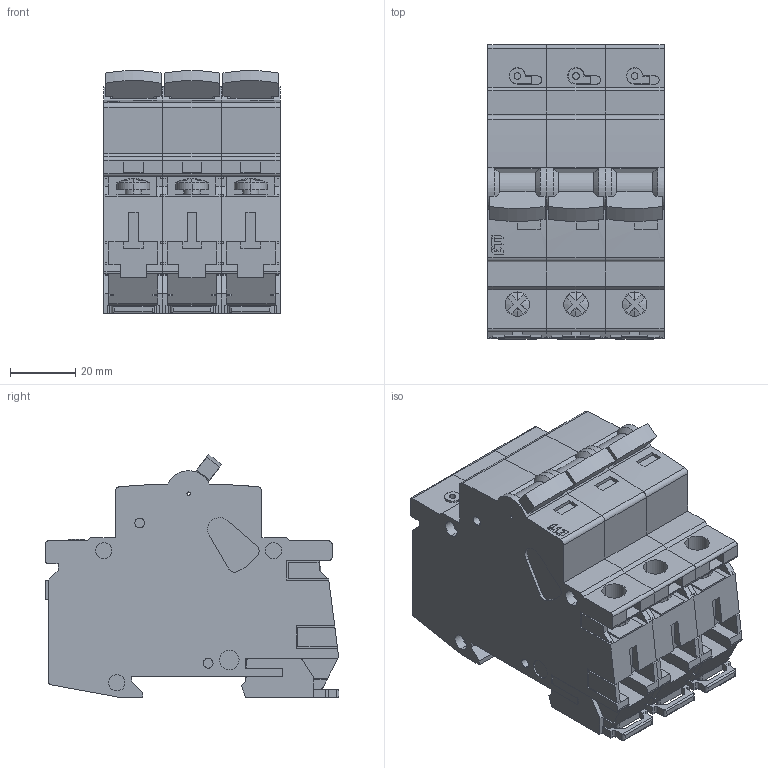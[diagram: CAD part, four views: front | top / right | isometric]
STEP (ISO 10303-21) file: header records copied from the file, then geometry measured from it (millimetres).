
FILE_DESCRIPTION((''),'2;1');
FILE_NAME('ASTI_MCB_ETIMAT_P10_QC_3P__ASM','2017-09-14T',('nejc.strous'),('Audax d.o.o.'),'CREO PARAMETRIC BY PTC INC, 2015380','CREO PARAMETRIC BY PTC INC, 2015380','');
FILE_SCHEMA(('AUTOMOTIVE_DESIGN { 1 0 10303 214 1 1 1 1 }'));
Length unit declared in the file: millimetre
Products named in the file (13): GHOST; ETIMAT_11-QC; DZWIGNIA_ETIMAT11_1_2_3_4_5_6; ZAPINKA_ETIMAT10_1_2_3_4_5_6; ETIMAT_11-QC_1P-OA0_ASM; DZWIGNIA_ETIMAT11; ZAPINKA_ETIMAT10; ETIMAT_11-QC_1P-OA1_ASM; ETIMAT_11-QC_AF0; ETIMAT_11-QC_1P-OA2_AF0_ASM; ASSEM1_1_2_3_4_5_6_AF0_ASM; ASTI_MCB_ETIMAT_P10-QC_3P_AF0_ASM; ASTI_MCB_ETIMAT_P10_QC_3P__ASM
Assembly tree (15 placements, depth 5):
  ASTI_MCB_ETIMAT_P10_QC_3P__ASM
    GHOST
    ASTI_MCB_ETIMAT_P10-QC_3P_AF0_ASM
      ASSEM1_1_2_3_4_5_6_AF0_ASM
        ETIMAT_11-QC_1P-OA0_ASM
          ETIMAT_11-QC
          DZWIGNIA_ETIMAT11_1_2_3_4_5_6
          ZAPINKA_ETIMAT10_1_2_3_4_5_6
        ETIMAT_11-QC_1P-OA1_ASM
          ETIMAT_11-QC
          DZWIGNIA_ETIMAT11
          ZAPINKA_ETIMAT10
        ETIMAT_11-QC_1P-OA2_AF0_ASM
          ETIMAT_11-QC_AF0
          DZWIGNIA_ETIMAT11
          ZAPINKA_ETIMAT10
Bounding box: 54 x 90.09 x 74.47 mm (x, y, z)
Volume: 242070.5 mm3; surface area: 64810.7 mm2
Topology: 9 solids, 9 shells, 1086 faces, 3072 edges, 2064 vertices
Faces by surface type: plane 774, cylinder 300, bspline 6, cone 6
Entity records: 30114 total; most frequent: CARTESIAN_POINT 4750, ORIENTED_EDGE 4192, DIRECTION 4075, EDGE_CURVE 2096, VECTOR 1543, LINE 1543, VERTEX_POINT 1408, AXIS2_PLACEMENT_3D 1266
